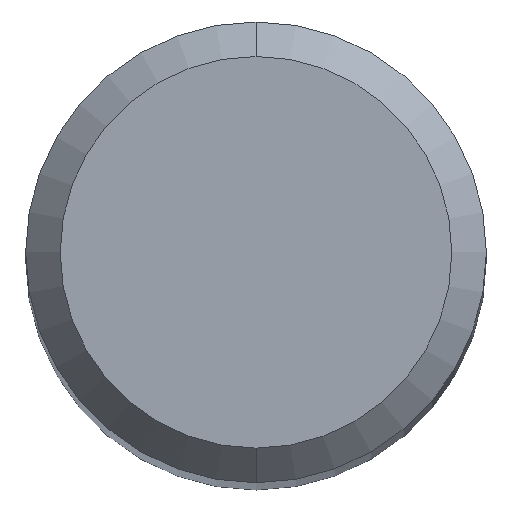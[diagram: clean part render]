
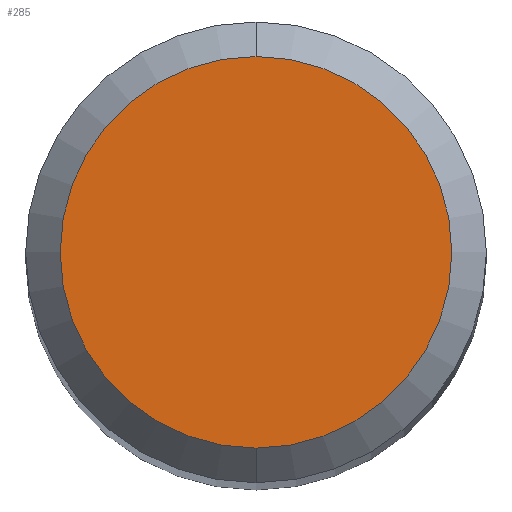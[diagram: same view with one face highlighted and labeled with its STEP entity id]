
A CAD part, top view. The second image highlights one B-rep face of the part: STEP entity #285.
In plain terms, the highlighted planar face has unit normal (0, 0, 1).
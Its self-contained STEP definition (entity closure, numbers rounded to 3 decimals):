
#197=VERTEX_POINT('',#505);
#285=ADVANCED_FACE('',(#603),#604,.T.);
#333=EDGE_CURVE('',#197,#341,#656,.T.);
#341=VERTEX_POINT('',#664);
#375=EDGE_CURVE('',#341,#197,#703,.T.);
#505=CARTESIAN_POINT('',(0.0,1.7,0.0));
#603=FACE_OUTER_BOUND('',#1055,.T.);
#604=PLANE('',#1056);
#656=CIRCLE('',#1202,1.7);
#664=CARTESIAN_POINT('',(0.,-1.7,0.0));
#703=CIRCLE('',#1311,1.7);
#1055=EDGE_LOOP('',(#1574,#1575));
#1056=AXIS2_PLACEMENT_3D('',#1576,#1577,#1578);
#1202=AXIS2_PLACEMENT_3D('',#1626,#1627,#1628);
#1311=AXIS2_PLACEMENT_3D('',#1687,#1688,#1689);
#1574=ORIENTED_EDGE('',*,*,#333,.F.);
#1575=ORIENTED_EDGE('',*,*,#375,.F.);
#1576=CARTESIAN_POINT('',(0.0,0.85,0.0));
#1577=DIRECTION('',(-0.0,0.0,1.0));
#1578=DIRECTION('',(0.0,-1.0,0.0));
#1626=CARTESIAN_POINT('',(0.0,0.0,0.0));
#1627=DIRECTION('',(0.0,0.0,-1.0));
#1628=DIRECTION('',(0.0,1.0,0.0));
#1687=CARTESIAN_POINT('',(0.0,0.0,0.0));
#1688=DIRECTION('',(0.0,0.0,-1.0));
#1689=DIRECTION('',(0.0,1.0,0.0));
